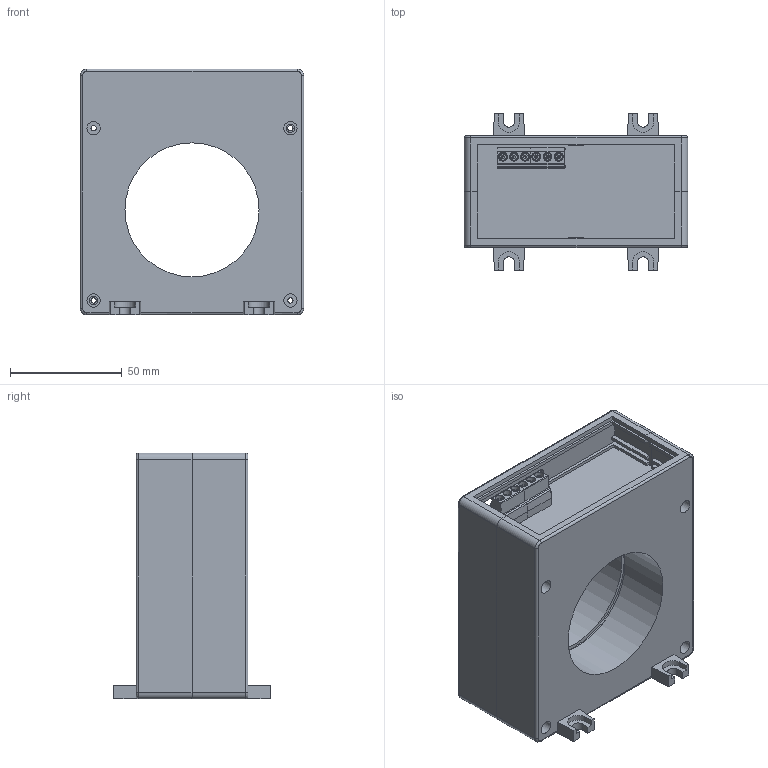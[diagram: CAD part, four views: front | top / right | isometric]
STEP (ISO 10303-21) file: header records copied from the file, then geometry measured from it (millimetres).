
FILE_DESCRIPTION(/* description */ (''),/* implementation_level */ '2;1');
FILE_NAME(/* name */ 'FILE_STP_CAD_DRAWING_3D_RTB080_prt.stp',/* time_stamp */ '2024-04-22T08:41:42+02:00',/* author */ (''),/* organization */ (''),/* preprocessor_version */ 'ST-DEVELOPER v16.7',/* originating_system */ 'SIEMENS PLM Software NX 12.0',/* authorisation */ '');
FILE_SCHEMA (('AUTOMOTIVE_DESIGN { 1 0 10303 214 3 1 1 1 }'));
Length unit declared in the file: millimetre
Products named in the file (1): 3D_RTB080
Bounding box: 100 x 70 x 110 mm (x, y, z)
Surface area: 68168.4 mm2 (no closed solid volume)
Topology: 0 solids, 17 shells, 357 faces, 1448 edges, 1093 vertices
Faces by surface type: plane 275, cylinder 56, torus 20, cone 6
Full cylindrical faces by diameter (mm): 4 x6, 6 x8, 60 x2, 63 x2
Entity records: 15924 total; most frequent: CARTESIAN_POINT 4160, DIRECTION 2274, ORIENTED_EDGE 2071, EDGE_CURVE 1424, LINE 1184, VECTOR 1184, VERTEX_POINT 1092, AXIS2_PLACEMENT_3D 545
